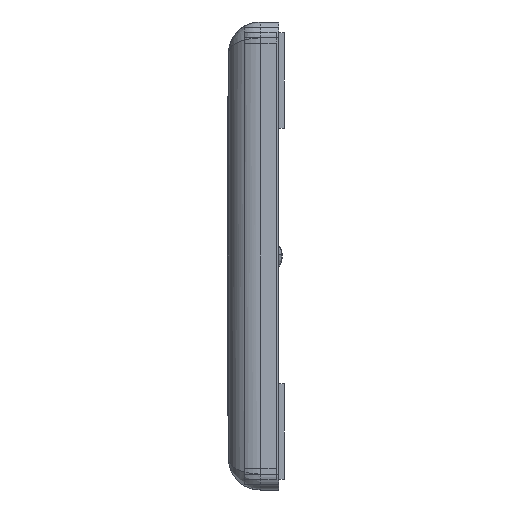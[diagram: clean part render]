
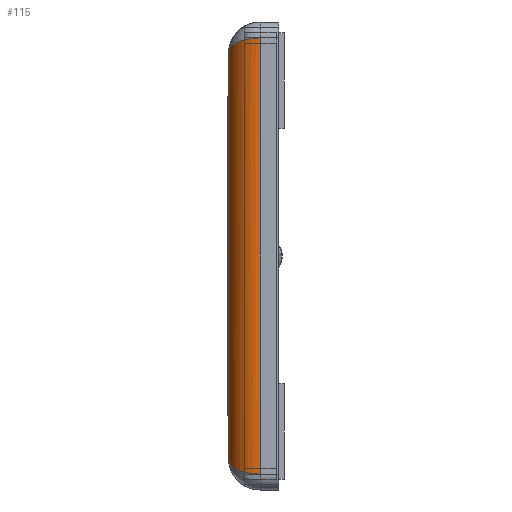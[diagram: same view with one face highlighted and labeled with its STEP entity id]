
A CAD part, left-side view. The second image highlights one B-rep face of the part: STEP entity #115.
In plain terms, the highlighted cylindrical face has radius 6 mm (diameter 12 mm), a partial arc.
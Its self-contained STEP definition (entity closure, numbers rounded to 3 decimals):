
#115 = ADVANCED_FACE ( 'NONE', ( #939 ), #5705, .T. ) ;
#140 = VECTOR ( 'NONE', #10821, 1000. ) ;
#702 = CARTESIAN_POINT ( 'NONE',  ( 2.485, 9.5, -4.243 ) ) ;
#831 = EDGE_LOOP ( 'NONE', ( #5801, #6161, #10286, #4498 ) ) ;
#939 = FACE_OUTER_BOUND ( 'NONE', #831, .T. ) ;
#1893 = CARTESIAN_POINT ( 'NONE',  ( 0., 3.5, 0. ) ) ;
#1905 = VERTEX_POINT ( 'NONE', #8540 ) ;
#2620 = VERTEX_POINT ( 'NONE', #5143 ) ;
#2783 = CARTESIAN_POINT ( 'NONE',  ( 6., 9.5, -82. ) ) ;
#3048 = DIRECTION ( 'NONE',  ( 0., 0., 1. ) ) ;
#4498 = ORIENTED_EDGE ( 'NONE', *, *, #4728, .T. ) ;
#4642 = CARTESIAN_POINT ( 'NONE',  ( 6., 9.5, -6. ) ) ;
#4728 = EDGE_CURVE ( 'NONE', #1905, #6654, #9131, .T. ) ;
#4797 = CARTESIAN_POINT ( 'NONE',  ( 6., 9.5, -6. ) ) ;
#4871 = VECTOR ( 'NONE', #3048, 1000. ) ;
#4977 = EDGE_CURVE ( 'NONE', #10143, #2620, #6612, .T. ) ;
#5143 = CARTESIAN_POINT ( 'NONE',  ( 0., 3.5, -85. ) ) ;
#5220 = CARTESIAN_POINT ( 'NONE',  ( 0., 3.5, -3. ) ) ;
#5705 = CYLINDRICAL_SURFACE ( 'NONE', #8326, 6. ) ;
#5801 = ORIENTED_EDGE ( 'NONE', *, *, #6138, .F. ) ;
#6138 = EDGE_CURVE ( 'NONE', #10143, #6654, #6669, .T. ) ;
#6161 = ORIENTED_EDGE ( 'NONE', *, *, #4977, .T. ) ;
#6365 = CARTESIAN_POINT ( 'NONE',  ( 0., 7.015, -85. ) ) ;
#6612 =( BOUNDED_CURVE ( )  B_SPLINE_CURVE ( 3, ( #10852, #9240, #6365, #10901 ),
 .UNSPECIFIED., .F., .T. ) 
 B_SPLINE_CURVE_WITH_KNOTS ( ( 4, 4 ),
 ( 4.712, 6.283 ),
 .UNSPECIFIED. ) 
 CURVE ( )  GEOMETRIC_REPRESENTATION_ITEM ( )  RATIONAL_B_SPLINE_CURVE ( ( 1., 0.805, 0.805, 1. ) ) 
 REPRESENTATION_ITEM ( '' )  );
#6654 = VERTEX_POINT ( 'NONE', #4797 ) ;
#6669 = LINE ( 'NONE', #8576, #4871 ) ;
#7311 = LINE ( 'NONE', #1893, #140 ) ;
#8231 = EDGE_CURVE ( 'NONE', #1905, #2620, #7311, .T. ) ;
#8326 = AXIS2_PLACEMENT_3D ( 'NONE', #11009, #8389, #10067 ) ;
#8389 = DIRECTION ( 'NONE',  ( 0., 0., 1. ) ) ;
#8540 = CARTESIAN_POINT ( 'NONE',  ( 0., 3.5, -3. ) ) ;
#8576 = CARTESIAN_POINT ( 'NONE',  ( 6., 9.5, 0. ) ) ;
#8882 = CARTESIAN_POINT ( 'NONE',  ( 0., 7.015, -3. ) ) ;
#9131 =( BOUNDED_CURVE ( )  B_SPLINE_CURVE ( 3, ( #5220, #8882, #702, #4642 ),
 .UNSPECIFIED., .F., .T. ) 
 B_SPLINE_CURVE_WITH_KNOTS ( ( 4, 4 ),
 ( 0., 1.571 ),
 .UNSPECIFIED. ) 
 CURVE ( )  GEOMETRIC_REPRESENTATION_ITEM ( )  RATIONAL_B_SPLINE_CURVE ( ( 1., 0.805, 0.805, 1. ) ) 
 REPRESENTATION_ITEM ( '' )  );
#9240 = CARTESIAN_POINT ( 'NONE',  ( 2.485, 9.5, -83.757 ) ) ;
#10067 = DIRECTION ( 'NONE',  ( 1., 0., 0. ) ) ;
#10143 = VERTEX_POINT ( 'NONE', #2783 ) ;
#10286 = ORIENTED_EDGE ( 'NONE', *, *, #8231, .F. ) ;
#10821 = DIRECTION ( 'NONE',  ( 0., 0., -1. ) ) ;
#10852 = CARTESIAN_POINT ( 'NONE',  ( 6., 9.5, -82. ) ) ;
#10901 = CARTESIAN_POINT ( 'NONE',  ( 0., 3.5, -85. ) ) ;
#11009 = CARTESIAN_POINT ( 'NONE',  ( 6., 3.5, 0. ) ) ;
